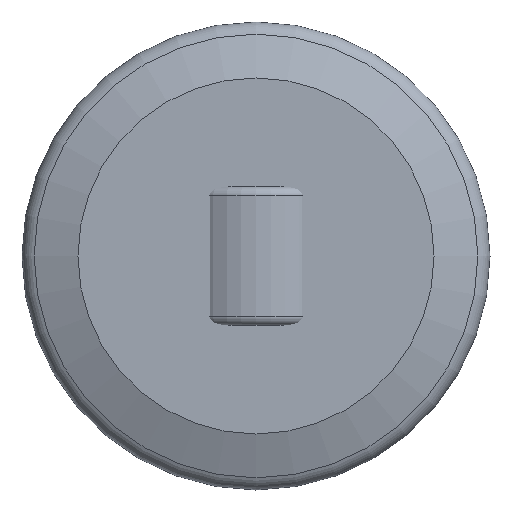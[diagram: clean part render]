
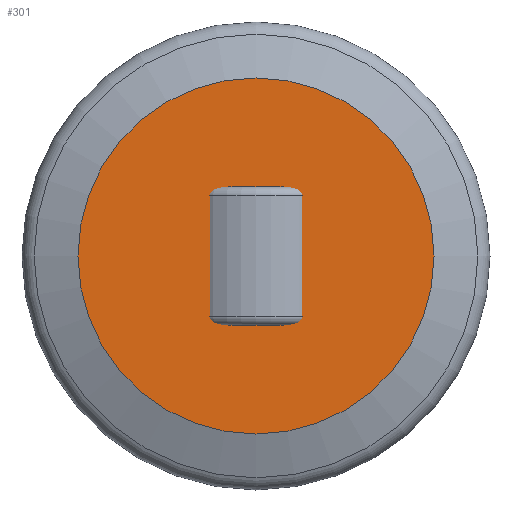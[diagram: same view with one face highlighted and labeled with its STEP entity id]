
A CAD part, front view. The second image highlights one B-rep face of the part: STEP entity #301.
In plain terms, the highlighted planar face has unit normal (0, -1, 0).
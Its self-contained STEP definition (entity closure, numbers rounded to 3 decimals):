
#63=FACE_OUTER_BOUND('',#83,.T.);
#83=EDGE_LOOP('',(#261,#262));
#114=CIRCLE('',#370,38.5);
#115=CIRCLE('',#371,38.5);
#148=VERTEX_POINT('',#577);
#149=VERTEX_POINT('',#578);
#186=EDGE_CURVE('',#148,#149,#114,.T.);
#187=EDGE_CURVE('',#149,#148,#115,.T.);
#261=ORIENTED_EDGE('',*,*,#186,.T.);
#262=ORIENTED_EDGE('',*,*,#187,.T.);
#287=PLANE('',#372);
#301=ADVANCED_FACE('',(#63),#287,.T.);
#370=AXIS2_PLACEMENT_3D('',#579,#470,#471);
#371=AXIS2_PLACEMENT_3D('',#580,#472,#473);
#372=AXIS2_PLACEMENT_3D('',#582,#475,#476);
#470=DIRECTION('center_axis',(0.,-1.,0.));
#471=DIRECTION('ref_axis',(1.,0.,0.));
#472=DIRECTION('center_axis',(0.,-1.,0.));
#473=DIRECTION('ref_axis',(1.,0.,0.));
#475=DIRECTION('center_axis',(0.,-1.,0.));
#476=DIRECTION('ref_axis',(0.,0.,-1.));
#577=CARTESIAN_POINT('',(38.5,-15.5,0.));
#578=CARTESIAN_POINT('',(-38.5,-15.5,0.));
#579=CARTESIAN_POINT('Origin',(0.,-15.5,0.));
#580=CARTESIAN_POINT('Origin',(0.,-15.5,0.));
#582=CARTESIAN_POINT('Origin',(0.,-15.5,0.));
